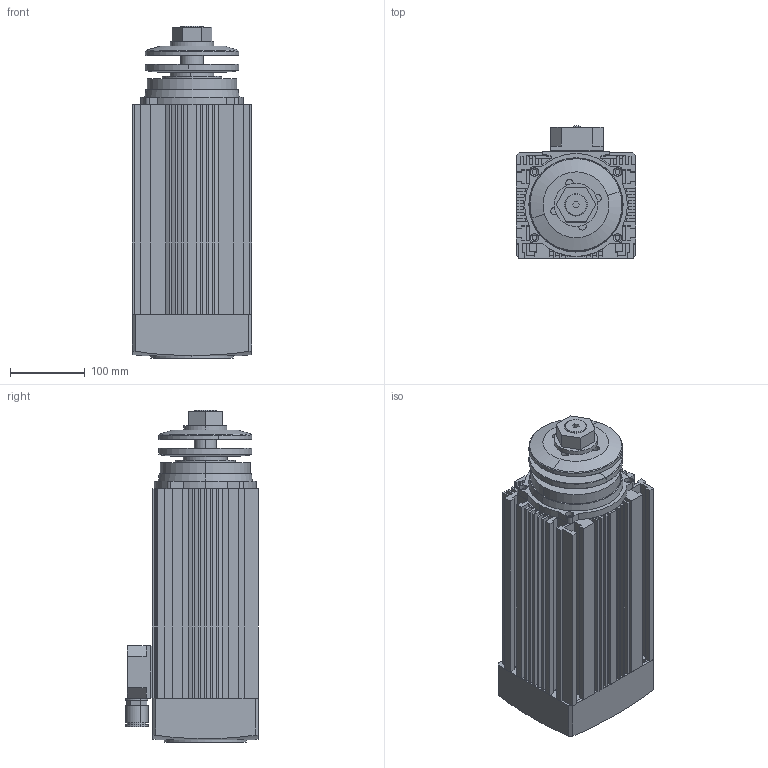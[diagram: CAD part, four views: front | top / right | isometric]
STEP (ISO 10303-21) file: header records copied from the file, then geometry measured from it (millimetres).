
FILE_DESCRIPTION (( 'STEP AP203' ), '1' );
FILE_NAME ('GDF71-6Z-7.STEP', '2022-01-04T09:11:29', ( '萇齟' ), ( '' ), 'SwSTEP 2.0', 'SolidWorks 2018', '' );
FILE_SCHEMA (( 'CONFIG_CONTROL_DESIGN' ));
Length unit declared in the file: millimetre
Products named in the file (12): GDF71-6Z-7.5儂褲; 7.5B粣; 躇猾裔; 70X70諉盄碟; GDF71-12Z-9.0儂裔; 瑞欶; 70X70諉盄碟郪璃; 蹟譫; PG16-AD21.2諉芛; 70X70砎蝶菜; 垫圈; GDF71-6Z-7
Assembly tree (11 placements, depth 3):
  GDF71-6Z-7
    GDF71-6Z-7.5儂褲
    GDF71-12Z-9.0儂裔
    瑞欶
    70X70諉盄碟郪璃
      70X70諉盄碟
      70X70砎蝶菜
      PG16-AD21.2諉芛
    7.5B粣
    躇猾裔
    垫圈
    蹟譫
Bounding box: 160 x 177.5 x 443.5 mm (x, y, z)
Volume: 3006439.5 mm3; surface area: 820038.9 mm2
Topology: 10 solids, 10 shells, 570 faces, 1498 edges, 958 vertices
Faces by surface type: plane 298, cylinder 184, cone 84, torus 4
Entity records: 19132 total; most frequent: CARTESIAN_POINT 3369, DIRECTION 3062, ORIENTED_EDGE 2964, EDGE_CURVE 1482, LINE 1036, VECTOR 1036, AXIS2_PLACEMENT_3D 1013, VERTEX_POINT 958
